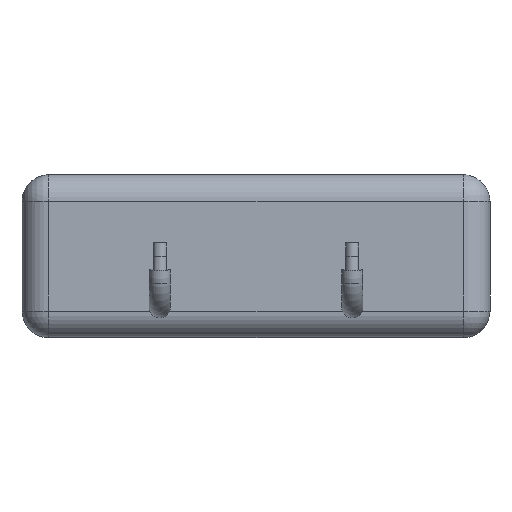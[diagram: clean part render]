
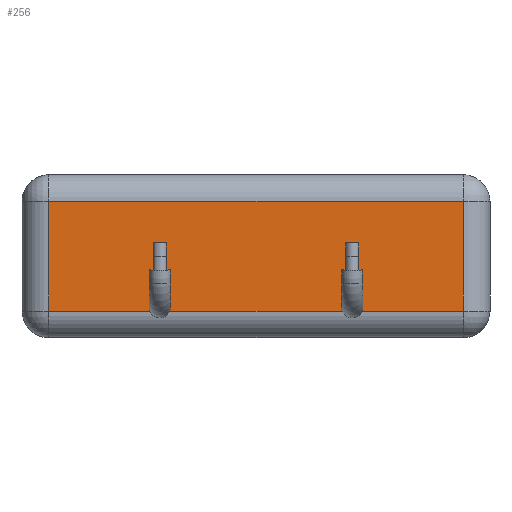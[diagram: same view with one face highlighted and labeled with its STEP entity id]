
A CAD part, left-side view. The second image highlights one B-rep face of the part: STEP entity #256.
In plain terms, the highlighted planar face has unit normal (-1, 0, 0).
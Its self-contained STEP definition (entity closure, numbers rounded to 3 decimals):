
#256 = ADVANCED_FACE('',(#257),#291,.F.);
#257 = FACE_BOUND('',#258,.F.);
#258 = EDGE_LOOP('',(#259,#269,#277,#285));
#259 = ORIENTED_EDGE('',*,*,#260,.F.);
#260 = EDGE_CURVE('',#261,#263,#265,.T.);
#261 = VERTEX_POINT('',#262);
#262 = CARTESIAN_POINT('',(-15.25,-7.75,-2.05));
#263 = VERTEX_POINT('',#264);
#264 = CARTESIAN_POINT('',(-15.25,-7.75,2.05));
#265 = LINE('',#266,#267);
#266 = CARTESIAN_POINT('',(-15.25,-7.75,-3.05));
#267 = VECTOR('',#268,1.);
#268 = DIRECTION('',(0.,0.,1.));
#269 = ORIENTED_EDGE('',*,*,#270,.T.);
#270 = EDGE_CURVE('',#261,#271,#273,.T.);
#271 = VERTEX_POINT('',#272);
#272 = CARTESIAN_POINT('',(-15.25,7.75,-2.05));
#273 = LINE('',#274,#275);
#274 = CARTESIAN_POINT('',(-15.25,-8.75,-2.05));
#275 = VECTOR('',#276,1.);
#276 = DIRECTION('',(0.,1.,0.));
#277 = ORIENTED_EDGE('',*,*,#278,.T.);
#278 = EDGE_CURVE('',#271,#279,#281,.T.);
#279 = VERTEX_POINT('',#280);
#280 = CARTESIAN_POINT('',(-15.25,7.75,2.05));
#281 = LINE('',#282,#283);
#282 = CARTESIAN_POINT('',(-15.25,7.75,-3.05));
#283 = VECTOR('',#284,1.);
#284 = DIRECTION('',(0.,0.,1.));
#285 = ORIENTED_EDGE('',*,*,#286,.F.);
#286 = EDGE_CURVE('',#263,#279,#287,.T.);
#287 = LINE('',#288,#289);
#288 = CARTESIAN_POINT('',(-15.25,-8.75,2.05));
#289 = VECTOR('',#290,1.);
#290 = DIRECTION('',(0.,1.,0.));
#291 = PLANE('',#292);
#292 = AXIS2_PLACEMENT_3D('',#293,#294,#295);
#293 = CARTESIAN_POINT('',(-15.25,-8.75,-3.05));
#294 = DIRECTION('',(1.,0.,0.));
#295 = DIRECTION('',(0.,0.,1.));
